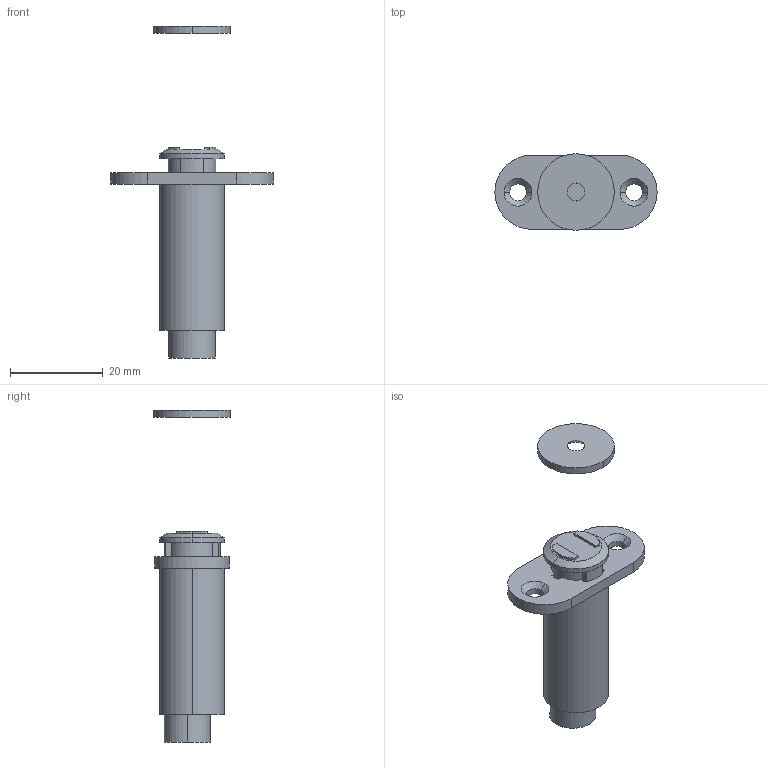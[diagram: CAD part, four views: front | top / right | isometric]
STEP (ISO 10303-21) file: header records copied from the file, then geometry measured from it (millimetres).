
FILE_DESCRIPTION (( 'STEP AP203' ), '1' );
FILE_NAME ('C-107-3.STEP', '2019-08-22T00:59:16', ( '' ), ( '' ), 'SwSTEP 2.0', 'SolidWorks 2014', '' );
FILE_SCHEMA (( 'CONFIG_CONTROL_DESIGN' ));
Length unit declared in the file: millimetre
Products named in the file (4): C-107-3受け_; C-107-3ケース_; C-107-3; C-107-3芯_
Assembly tree (3 placements, depth 2):
  C-107-3
    C-107-3ケース_
    C-107-3芯_
    C-107-3受け_
Bounding box: 35 x 16.5 x 71.6 mm (x, y, z)
Volume: 7182 mm3; surface area: 4714.1 mm2
Topology: 3 solids, 3 shells, 72 faces, 174 edges, 114 vertices
Faces by surface type: cylinder 32, plane 32, cone 8
Entity records: 2550 total; most frequent: DIRECTION 404, CARTESIAN_POINT 366, ORIENTED_EDGE 348, EDGE_CURVE 174, AXIS2_PLACEMENT_3D 152, VERTEX_POINT 114, LINE 100, VECTOR 100
